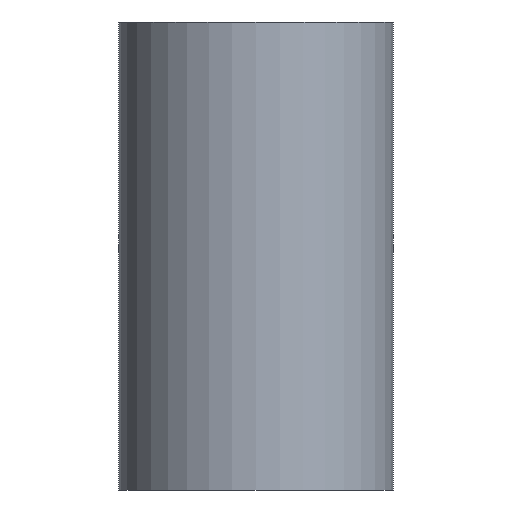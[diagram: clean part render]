
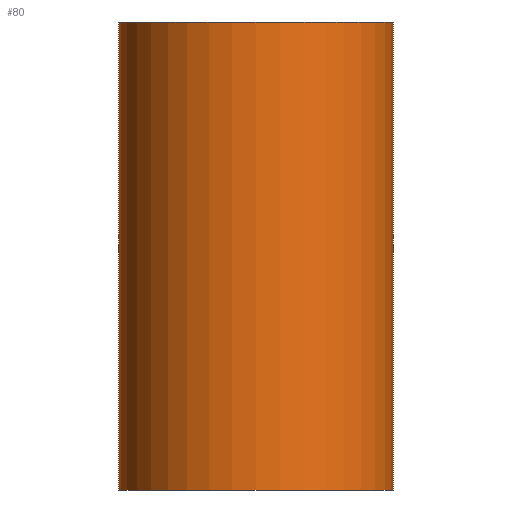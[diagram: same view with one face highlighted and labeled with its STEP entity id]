
A CAD part, front view. The second image highlights one B-rep face of the part: STEP entity #80.
In plain terms, the highlighted cylindrical face has radius 7.684 mm (diameter 15.367 mm), a full revolution.
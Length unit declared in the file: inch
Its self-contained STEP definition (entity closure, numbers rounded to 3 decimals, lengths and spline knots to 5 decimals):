
#16=CYLINDRICAL_SURFACE('',#112,0.3025);
#24=FACE_BOUND('',#42,.T.);
#30=FACE_OUTER_BOUND('',#41,.T.);
#41=EDGE_LOOP('',(#71));
#42=EDGE_LOOP('',(#72));
#43=CIRCLE('',#102,0.3025);
#48=CIRCLE('',#111,0.3025);
#49=VERTEX_POINT('',#141);
#54=VERTEX_POINT('',#155);
#55=EDGE_CURVE('',#49,#49,#43,.T.);
#60=EDGE_CURVE('',#54,#54,#48,.T.);
#71=ORIENTED_EDGE('',*,*,#55,.T.);
#72=ORIENTED_EDGE('',*,*,#60,.F.);
#80=ADVANCED_FACE('',(#30,#24),#16,.T.);
#102=AXIS2_PLACEMENT_3D('',#142,#117,#118);
#111=AXIS2_PLACEMENT_3D('',#156,#135,#136);
#112=AXIS2_PLACEMENT_3D('',#157,#137,#138);
#117=DIRECTION('center_axis',(0.,0.,-1.));
#118=DIRECTION('ref_axis',(-1.,0.,0.));
#135=DIRECTION('center_axis',(0.,0.,-1.));
#136=DIRECTION('ref_axis',(-1.,0.,0.));
#137=DIRECTION('center_axis',(0.,0.,1.));
#138=DIRECTION('ref_axis',(-1.,0.,0.));
#141=CARTESIAN_POINT('',(-0.3025,0.,0.5156));
#142=CARTESIAN_POINT('Origin',(0.,0.,0.5156));
#155=CARTESIAN_POINT('',(-0.3025,0.,-0.5156));
#156=CARTESIAN_POINT('Origin',(0.,0.,-0.5156));
#157=CARTESIAN_POINT('Origin',(0.,0.,-0.5156));
